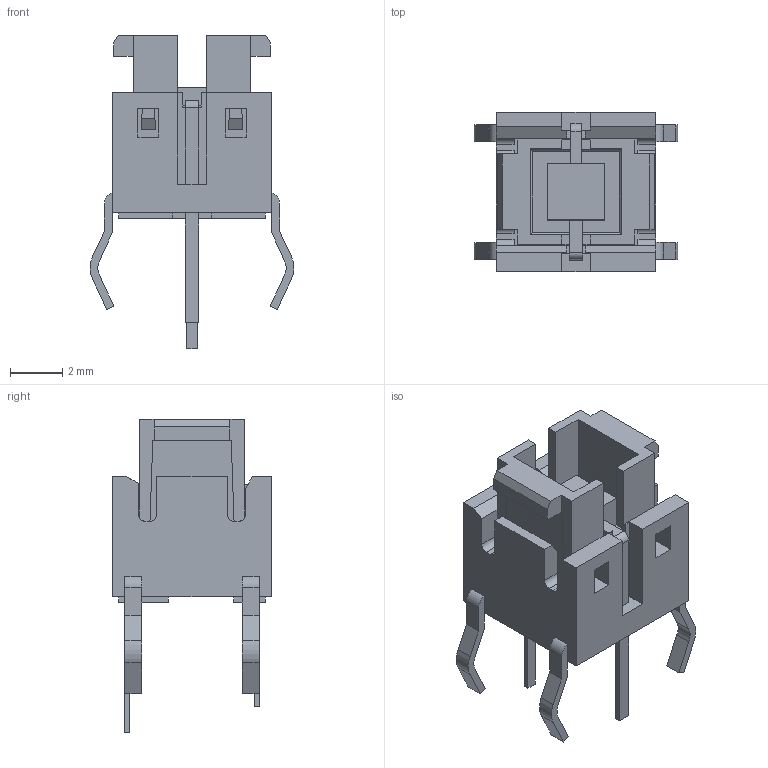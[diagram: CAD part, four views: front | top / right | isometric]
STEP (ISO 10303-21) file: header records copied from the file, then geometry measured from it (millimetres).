
FILE_DESCRIPTION(('FreeCAD Model'),'2;1');
FILE_NAME('Blake''s KiCad Library/kicad-packages3d/Button_Switch_BG/src\SwitchChassis.step', '2020-06-05T13:36:51',('kicad StepUp'),('ksu MCAD'), 'Open CASCADE STEP processor 7.3','FreeCAD','Unknown');
FILE_SCHEMA(('AUTOMOTIVE_DESIGN { 1 0 10303 214 1 1 1 1 }'));
Length unit declared in the file: millimetre
Products named in the file (1): SwitchChassis
Bounding box: 7.79 x 6.1 x 12 mm (x, y, z)
Volume: 167.9 mm3; surface area: 433 mm2
Topology: 1 solids, 1 shells, 225 faces, 656 edges, 428 vertices
Faces by surface type: plane 201, cylinder 24
Entity records: 8940 total; most frequent: CARTESIAN_POINT 1328, ORIENTED_EDGE 1312, DIRECTION 1152, EDGE_CURVE 656, LINE 608, VECTOR 608, VERTEX_POINT 428, AXIS2_PLACEMENT_3D 272
